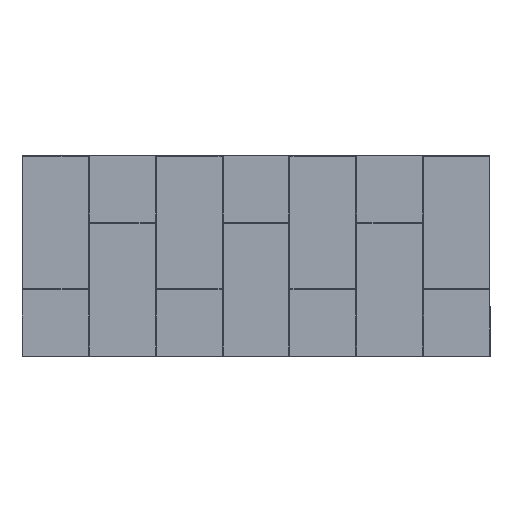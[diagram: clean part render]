
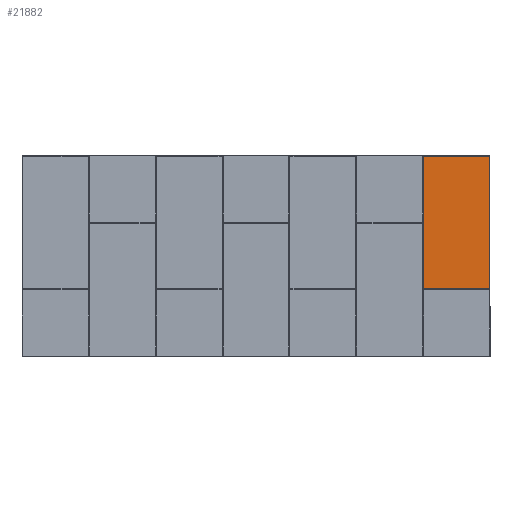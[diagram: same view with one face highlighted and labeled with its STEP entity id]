
A CAD part, top view. The second image highlights one B-rep face of the part: STEP entity #21882.
In plain terms, the highlighted planar face has unit normal (0, 0, 1).
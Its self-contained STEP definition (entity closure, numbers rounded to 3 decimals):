
#162 = VERTEX_POINT ( 'NONE', #5479 ) ;
#425 = EDGE_CURVE ( 'NONE', #22648, #162, #2955, .T. ) ;
#1694 = CARTESIAN_POINT ( 'NONE',  ( 916.757, -2.154, 4.762 ) ) ;
#2094 = CARTESIAN_POINT ( 'NONE',  ( 1218.235, -2.154, 4.763 ) ) ;
#2210 = CARTESIAN_POINT ( 'NONE',  ( 916.554, -2.4, 4.762 ) ) ;
#2337 = CARTESIAN_POINT ( 'NONE',  ( 916.593, -607.335, 4.762 ) ) ;
#2463 = VERTEX_POINT ( 'NONE', #12805 ) ;
#2683 = CARTESIAN_POINT ( 'NONE',  ( 916.62, -607.368, 4.762 ) ) ;
#2955 = LINE ( 'NONE', #3071, #10685 ) ;
#3071 = CARTESIAN_POINT ( 'NONE',  ( 1218.235, 0., 4.763 ) ) ;
#3091 = ORIENTED_EDGE ( 'NONE', *, *, #18289, .F. ) ;
#3393 = B_SPLINE_CURVE_WITH_KNOTS ( 'NONE', 3,
 ( #16374, #13537, #20696, #9934, #9474, #18491, #4670, #11797, #13066, #2683, #18714, #20234, #2337, #16607, #4208, #13189, #17064, #7837 ),
 .UNSPECIFIED., .F., .F.,
 ( 4, 2, 2, 2, 2, 2, 2, 2, 4 ),
 ( 0., 0.169, 0.333, 0.436, 0.5, 0.564, 0.667, 0.831, 1. ),
 .UNSPECIFIED. ) ;
#3453 = CARTESIAN_POINT ( 'NONE',  ( 916.608, -2.24, 4.762 ) ) ;
#3572 = CARTESIAN_POINT ( 'NONE',  ( 916.8, -2.154, 4.762 ) ) ;
#4208 = CARTESIAN_POINT ( 'NONE',  ( 916.568, -607.285, 4.762 ) ) ;
#4490 = VERTEX_POINT ( 'NONE', #13565 ) ;
#4670 = CARTESIAN_POINT ( 'NONE',  ( 916.654, -607.399, 4.762 ) ) ;
#5150 = ORIENTED_EDGE ( 'NONE', *, *, #10333, .F. ) ;
#5479 = CARTESIAN_POINT ( 'NONE',  ( 1218.235, -607.446, 4.763 ) ) ;
#5650 = DIRECTION ( 'NONE',  ( 0., 0., 1. ) ) ;
#6470 = DIRECTION ( 'NONE',  ( 0., -1., 0. ) ) ;
#7411 = CARTESIAN_POINT ( 'NONE',  ( 0., 0., 4.762 ) ) ;
#7837 = CARTESIAN_POINT ( 'NONE',  ( 916.554, -607.2, 4.762 ) ) ;
#8313 = LINE ( 'NONE', #13896, #15435 ) ;
#8539 = DIRECTION ( 'NONE',  ( 0., -1., 0. ) ) ;
#8710 = CARTESIAN_POINT ( 'NONE',  ( 916.639, -2.209, 4.762 ) ) ;
#8835 = CARTESIAN_POINT ( 'NONE',  ( 916.555, -2.367, 4.762 ) ) ;
#8943 = CARTESIAN_POINT ( 'NONE',  ( 916.564, -2.325, 4.762 ) ) ;
#9154 = FACE_OUTER_BOUND ( 'NONE', #14536, .T. ) ;
#9474 = CARTESIAN_POINT ( 'NONE',  ( 916.695, -607.424, 4.762 ) ) ;
#9934 = CARTESIAN_POINT ( 'NONE',  ( 916.715, -607.432, 4.762 ) ) ;
#10333 = EDGE_CURVE ( 'NONE', #2463, #17789, #3393, .T. ) ;
#10685 = VECTOR ( 'NONE', #6470, 1000. ) ;
#11061 = ORIENTED_EDGE ( 'NONE', *, *, #12533, .T. ) ;
#11097 = LINE ( 'NONE', #15056, #21138 ) ;
#11704 = CARTESIAN_POINT ( 'NONE',  ( 916.554, -607.2, 4.762 ) ) ;
#11797 = CARTESIAN_POINT ( 'NONE',  ( 916.638, -607.386, 4.762 ) ) ;
#12110 = B_SPLINE_CURVE_WITH_KNOTS ( 'NONE', 3,
 ( #18183, #14528, #8835, #8943, #21681, #3453, #8710, #15846, #1694, #3572 ),
 .UNSPECIFIED., .F., .F.,
 ( 4, 2, 2, 2, 4 ),
 ( 0., 0.128, 0.333, 0.662, 1. ),
 .UNSPECIFIED. ) ;
#12533 = EDGE_CURVE ( 'NONE', #20879, #17789, #13665, .T. ) ;
#12805 = CARTESIAN_POINT ( 'NONE',  ( 916.8, -607.446, 4.762 ) ) ;
#13066 = CARTESIAN_POINT ( 'NONE',  ( 916.632, -607.38, 4.762 ) ) ;
#13189 = CARTESIAN_POINT ( 'NONE',  ( 916.556, -607.244, 4.762 ) ) ;
#13289 = DIRECTION ( 'NONE',  ( 1., 0., 0. ) ) ;
#13444 = EDGE_CURVE ( 'NONE', #2463, #162, #11097, .T. ) ;
#13537 = CARTESIAN_POINT ( 'NONE',  ( 916.778, -607.446, 4.762 ) ) ;
#13565 = CARTESIAN_POINT ( 'NONE',  ( 916.8, -2.154, 4.762 ) ) ;
#13665 = LINE ( 'NONE', #19416, #14751 ) ;
#13896 = CARTESIAN_POINT ( 'NONE',  ( 0., -2.154, 4.762 ) ) ;
#14342 = ORIENTED_EDGE ( 'NONE', *, *, #20771, .T. ) ;
#14399 = PLANE ( 'NONE',  #21464 ) ;
#14528 = CARTESIAN_POINT ( 'NONE',  ( 916.554, -2.384, 4.762 ) ) ;
#14536 = EDGE_LOOP ( 'NONE', ( #3091, #11061, #5150, #21634, #19625, #14342 ) ) ;
#14751 = VECTOR ( 'NONE', #8539, 1000. ) ;
#15056 = CARTESIAN_POINT ( 'NONE',  ( 0., -607.446, 4.762 ) ) ;
#15435 = VECTOR ( 'NONE', #21058, 1000. ) ;
#15846 = CARTESIAN_POINT ( 'NONE',  ( 916.713, -2.165, 4.762 ) ) ;
#16374 = CARTESIAN_POINT ( 'NONE',  ( 916.8, -607.446, 4.762 ) ) ;
#16607 = CARTESIAN_POINT ( 'NONE',  ( 916.576, -607.305, 4.762 ) ) ;
#17064 = CARTESIAN_POINT ( 'NONE',  ( 916.554, -607.222, 4.762 ) ) ;
#17789 = VERTEX_POINT ( 'NONE', #11704 ) ;
#18183 = CARTESIAN_POINT ( 'NONE',  ( 916.554, -2.4, 4.762 ) ) ;
#18289 = EDGE_CURVE ( 'NONE', #20879, #4490, #12110, .T. ) ;
#18491 = CARTESIAN_POINT ( 'NONE',  ( 916.665, -607.407, 4.762 ) ) ;
#18714 = CARTESIAN_POINT ( 'NONE',  ( 916.614, -607.362, 4.762 ) ) ;
#19416 = CARTESIAN_POINT ( 'NONE',  ( 916.554, 0., 4.762 ) ) ;
#19625 = ORIENTED_EDGE ( 'NONE', *, *, #425, .F. ) ;
#20234 = CARTESIAN_POINT ( 'NONE',  ( 916.601, -607.346, 4.762 ) ) ;
#20696 = CARTESIAN_POINT ( 'NONE',  ( 916.756, -607.444, 4.762 ) ) ;
#20771 = EDGE_CURVE ( 'NONE', #22648, #4490, #8313, .T. ) ;
#20879 = VERTEX_POINT ( 'NONE', #2210 ) ;
#21058 = DIRECTION ( 'NONE',  ( -1., 0., 0. ) ) ;
#21138 = VECTOR ( 'NONE', #13289, 1000. ) ;
#21464 = AXIS2_PLACEMENT_3D ( 'NONE', #7411, #5650, #21783 ) ;
#21634 = ORIENTED_EDGE ( 'NONE', *, *, #13444, .T. ) ;
#21681 = CARTESIAN_POINT ( 'NONE',  ( 916.573, -2.3, 4.762 ) ) ;
#21783 = DIRECTION ( 'NONE',  ( 1., 0., 0. ) ) ;
#21882 = ADVANCED_FACE ( 'NONE', ( #9154 ), #14399, .T. ) ;
#22648 = VERTEX_POINT ( 'NONE', #2094 ) ;
